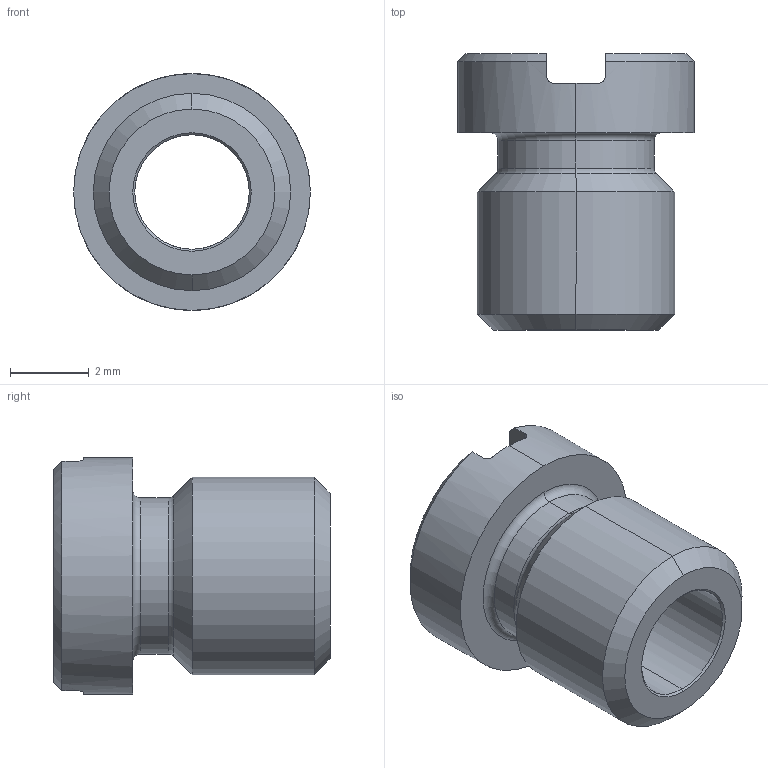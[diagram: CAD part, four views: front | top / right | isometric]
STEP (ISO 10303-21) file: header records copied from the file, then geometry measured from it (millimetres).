
FILE_DESCRIPTION(('CATIA V5 STEP','CAx-IF Rec.Pracs.--- Model Styling and Organization---1.4--- 2014-01-23'),'2;1');
FILE_NAME('gicleur.stp','2023-04-21T13:46:07+00:00',('none'),('none'),'CATIA Version 5-6 Release 2017 SP2 HF50','CATIA V5 STEP AP214 Edition 3 v0','none');
FILE_SCHEMA(('AUTOMOTIVE_DESIGN { 1 0 10303 214 3 1 1 1 }'));
Length unit declared in the file: millimetre
Products named in the file (1): Part1
Bounding box: 6 x 7 x 6 mm (x, y, z)
Volume: 94.4 mm3; surface area: 222 mm2
Topology: 1 solids, 1 shells, 36 faces, 90 edges, 56 vertices
Faces by surface type: cylinder 12, cone 10, plane 10, torus 4
Entity records: 1012 total; most frequent: CARTESIAN_POINT 224, ORIENTED_EDGE 180, DIRECTION 116, EDGE_CURVE 90, AXIS2_PLACEMENT_3D 62, VERTEX_POINT 56, CIRCLE 40, EDGE_LOOP 38
